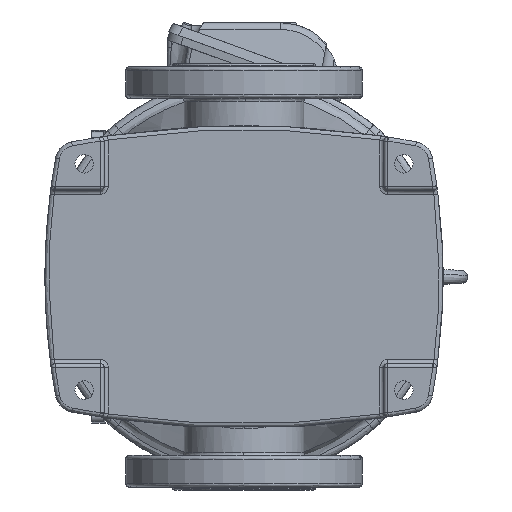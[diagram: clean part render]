
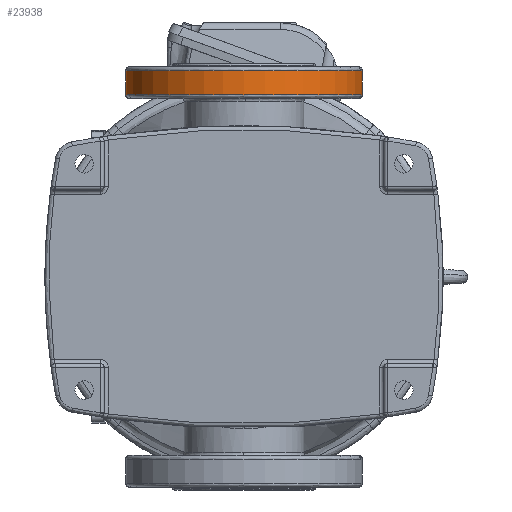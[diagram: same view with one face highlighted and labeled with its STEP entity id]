
A CAD part, front view. The second image highlights one B-rep face of the part: STEP entity #23938.
In plain terms, the highlighted cylindrical face has radius 88.9 mm (diameter 177.8 mm), a partial arc.
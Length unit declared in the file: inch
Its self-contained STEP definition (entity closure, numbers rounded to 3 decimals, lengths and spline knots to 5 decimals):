
#3563 = ORIENTED_EDGE ( 'NONE', *, *, #19474, .F. ) ;
#4354 = ORIENTED_EDGE ( 'NONE', *, *, #101530, .F. ) ;
#13927 = DIRECTION ( 'NONE',  ( 0., 0., 1. ) ) ;
#15355 = CARTESIAN_POINT ( 'NONE',  ( 6.29925, -0.55118, 3.5 ) ) ;
#16983 = FACE_OUTER_BOUND ( 'NONE', #22830, .T. ) ;
#19474 = EDGE_CURVE ( 'NONE', #37299, #96823, #86478, .T. ) ;
#21183 = DIRECTION ( 'NONE',  ( 1., 0., 0. ) ) ;
#22830 = EDGE_LOOP ( 'NONE', ( #4354, #3563, #91573, #94582 ) ) ;
#22840 = CARTESIAN_POINT ( 'NONE',  ( -6.10236, -0.55118, 0. ) ) ;
#23714 = DIRECTION ( 'NONE',  ( -1., 0., 0. ) ) ;
#23938 = ADVANCED_FACE ( 'NONE', ( #16983 ), #84549, .T. ) ;
#24255 = CARTESIAN_POINT ( 'NONE',  ( 6.29925, -0.55118, 0. ) ) ;
#29657 = LINE ( 'NONE', #53167, #86766 ) ;
#37299 = VERTEX_POINT ( 'NONE', #37710 ) ;
#37710 = CARTESIAN_POINT ( 'NONE',  ( -5.3937, -0.55118, 3.5 ) ) ;
#46279 = CARTESIAN_POINT ( 'NONE',  ( -6.10236, -0.55118, -3.5 ) ) ;
#48828 = DIRECTION ( 'NONE',  ( 0., 0., 1. ) ) ;
#50155 = CARTESIAN_POINT ( 'NONE',  ( -5.3937, -0.55118, -3.5 ) ) ;
#51398 = AXIS2_PLACEMENT_3D ( 'NONE', #22840, #21183, #13927 ) ;
#51972 = CARTESIAN_POINT ( 'NONE',  ( -5.3937, -0.55118, 0. ) ) ;
#53167 = CARTESIAN_POINT ( 'NONE',  ( 6.29925, -0.55118, -3.5 ) ) ;
#57792 = LINE ( 'NONE', #15355, #94605 ) ;
#67648 = DIRECTION ( 'NONE',  ( 0., 0., -1. ) ) ;
#75686 = CARTESIAN_POINT ( 'NONE',  ( -6.10236, -0.55118, 3.5 ) ) ;
#76330 = CIRCLE ( 'NONE', #51398, 3.5 ) ;
#84549 = CYLINDRICAL_SURFACE ( 'NONE', #94092, 3.5 ) ;
#86478 = CIRCLE ( 'NONE', #97482, 3.5 ) ;
#86766 = VECTOR ( 'NONE', #96751, 39.37008 ) ;
#91307 = DIRECTION ( 'NONE',  ( -1., 0., 0. ) ) ;
#91573 = ORIENTED_EDGE ( 'NONE', *, *, #109484, .T. ) ;
#94092 = AXIS2_PLACEMENT_3D ( 'NONE', #24255, #23714, #48828 ) ;
#94582 = ORIENTED_EDGE ( 'NONE', *, *, #103264, .T. ) ;
#94605 = VECTOR ( 'NONE', #91307, 39.37008 ) ;
#95971 = VERTEX_POINT ( 'NONE', #75686 ) ;
#96751 = DIRECTION ( 'NONE',  ( -1., 0., 0. ) ) ;
#96823 = VERTEX_POINT ( 'NONE', #50155 ) ;
#97482 = AXIS2_PLACEMENT_3D ( 'NONE', #51972, #101194, #67648 ) ;
#101194 = DIRECTION ( 'NONE',  ( 1., 0., 0. ) ) ;
#101530 = EDGE_CURVE ( 'NONE', #96823, #107463, #29657, .T. ) ;
#103264 = EDGE_CURVE ( 'NONE', #95971, #107463, #76330, .T. ) ;
#107463 = VERTEX_POINT ( 'NONE', #46279 ) ;
#109484 = EDGE_CURVE ( 'NONE', #37299, #95971, #57792, .T. ) ;
